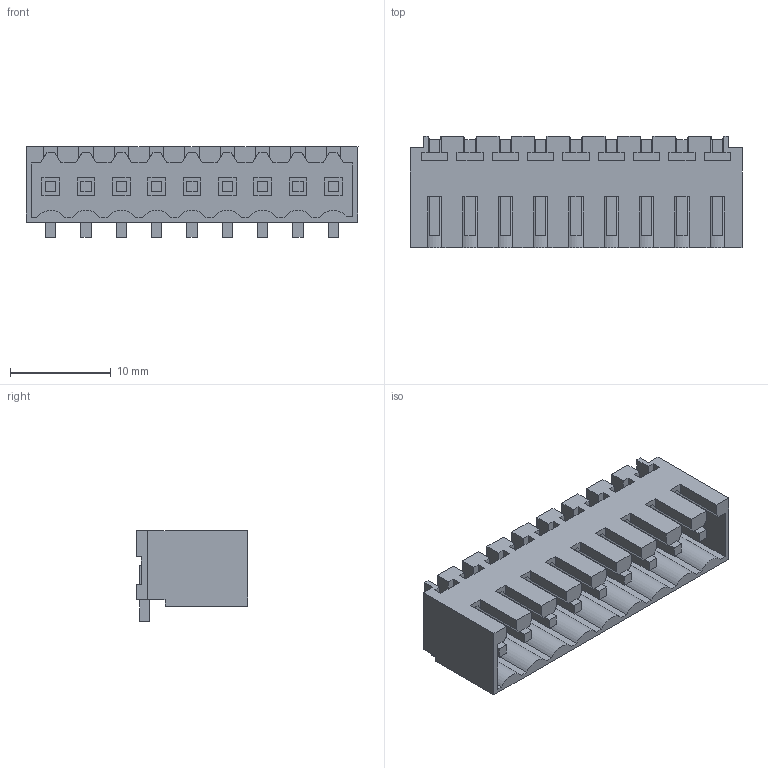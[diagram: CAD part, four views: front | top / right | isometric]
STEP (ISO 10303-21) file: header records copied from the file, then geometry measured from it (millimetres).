
FILE_DESCRIPTION(('CATIA V5 STEP Exchange','CAx-IF Rec.Pracs.--- Model Styling and Organization---1.2---2011-12-15'),'2;1');
FILE_NAME ('D1455622_0_1761614001_1761614001.stp','2018-03-12T04:23:10+00:00',('none'),('Weidmueller'),'CATIA Version 5-6 Release 2014','CATIA V5 STEP AP214','none');
FILE_SCHEMA(('AUTOMOTIVE_DESIGN { 1 0 10303 214 1 1 1 1 }'));
Length unit declared in the file: millimetre
Products named in the file (1): 1761614001
Bounding box: 32.9 x 11.05 x 8.95 mm (x, y, z)
Volume: 1102.7 mm3; surface area: 3059.7 mm2
Topology: 10 solids, 10 shells, 507 faces, 1488 edges, 1010 vertices
Faces by surface type: plane 498, cylinder 9
Entity records: 15975 total; most frequent: ORIENTED_EDGE 2976, CARTESIAN_POINT 2792, DIRECTION 2074, EDGE_CURVE 1488, VECTOR 1470, LINE 1470, VERTEX_POINT 1010, EDGE_LOOP 534
